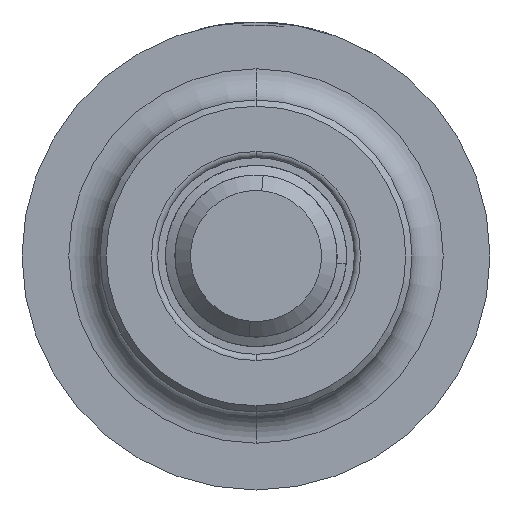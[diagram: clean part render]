
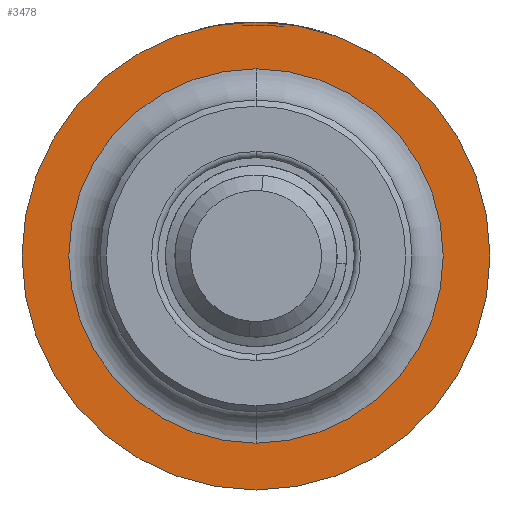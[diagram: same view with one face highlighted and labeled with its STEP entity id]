
A CAD part, front view. The second image highlights one B-rep face of the part: STEP entity #3478.
In plain terms, the highlighted planar face has unit normal (0, -1, 0).
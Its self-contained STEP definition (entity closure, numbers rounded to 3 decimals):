
#309 = DIRECTION ( 'NONE',  ( 0., -1., 0. ) ) ;
#311 = VERTEX_POINT ( 'NONE', #3134 ) ;
#783 = CIRCLE ( 'NONE', #2237, 7.5 ) ;
#1156 = DIRECTION ( 'NONE',  ( 0., 0., -1. ) ) ;
#1173 = AXIS2_PLACEMENT_3D ( 'NONE', #6320, #5300, #1156 ) ;
#1299 = DIRECTION ( 'NONE',  ( 0., 0., -1. ) ) ;
#1349 = AXIS2_PLACEMENT_3D ( 'NONE', #6360, #3188, #5293 ) ;
#1416 = EDGE_CURVE ( 'NONE', #6024, #4966, #2917, .T. ) ;
#1633 = CARTESIAN_POINT ( 'NONE',  ( 0., 12.42, -7.5 ) ) ;
#1700 = DIRECTION ( 'NONE',  ( 0., -1., 0. ) ) ;
#2097 = CARTESIAN_POINT ( 'NONE',  ( 0., 12.42, 7.5 ) ) ;
#2237 = AXIS2_PLACEMENT_3D ( 'NONE', #2378, #309, #2814 ) ;
#2378 = CARTESIAN_POINT ( 'NONE',  ( 0., 12.42, 0. ) ) ;
#2576 = ORIENTED_EDGE ( 'NONE', *, *, #3177, .F. ) ;
#2782 = ORIENTED_EDGE ( 'NONE', *, *, #1416, .T. ) ;
#2814 = DIRECTION ( 'NONE',  ( 0., 0., -1. ) ) ;
#2828 = CARTESIAN_POINT ( 'NONE',  ( 0., 12.42, 6. ) ) ;
#2917 = CIRCLE ( 'NONE', #1173, 7.5 ) ;
#2929 = DIRECTION ( 'NONE',  ( 0., -1., 0. ) ) ;
#3134 = CARTESIAN_POINT ( 'NONE',  ( 0., 12.42, -6. ) ) ;
#3177 = EDGE_CURVE ( 'NONE', #311, #4691, #4578, .T. ) ;
#3188 = DIRECTION ( 'NONE',  ( 0., -1., 0. ) ) ;
#3222 = DIRECTION ( 'NONE',  ( 0., 0., -1. ) ) ;
#3478 = ADVANCED_FACE ( 'NONE', ( #6256, #4905 ), #5838, .T. ) ;
#3992 = CARTESIAN_POINT ( 'NONE',  ( 0., 12.42, 0. ) ) ;
#4062 = CIRCLE ( 'NONE', #6308, 6. ) ;
#4089 = AXIS2_PLACEMENT_3D ( 'NONE', #3992, #2929, #1299 ) ;
#4212 = EDGE_CURVE ( 'NONE', #4966, #6024, #783, .T. ) ;
#4442 = ORIENTED_EDGE ( 'NONE', *, *, #5982, .F. ) ;
#4578 = CIRCLE ( 'NONE', #4089, 6. ) ;
#4691 = VERTEX_POINT ( 'NONE', #2828 ) ;
#4828 = CARTESIAN_POINT ( 'NONE',  ( 0., 12.42, 0. ) ) ;
#4905 = FACE_BOUND ( 'NONE', #5319, .T. ) ;
#4966 = VERTEX_POINT ( 'NONE', #2097 ) ;
#5293 = DIRECTION ( 'NONE',  ( 0., 0., -1. ) ) ;
#5300 = DIRECTION ( 'NONE',  ( 0., -1., 0. ) ) ;
#5319 = EDGE_LOOP ( 'NONE', ( #2576, #4442 ) ) ;
#5709 = ORIENTED_EDGE ( 'NONE', *, *, #4212, .T. ) ;
#5720 = EDGE_LOOP ( 'NONE', ( #2782, #5709 ) ) ;
#5838 = PLANE ( 'NONE',  #1349 ) ;
#5982 = EDGE_CURVE ( 'NONE', #4691, #311, #4062, .T. ) ;
#6024 = VERTEX_POINT ( 'NONE', #1633 ) ;
#6256 = FACE_OUTER_BOUND ( 'NONE', #5720, .T. ) ;
#6308 = AXIS2_PLACEMENT_3D ( 'NONE', #4828, #1700, #3222 ) ;
#6320 = CARTESIAN_POINT ( 'NONE',  ( 0., 12.42, 0. ) ) ;
#6360 = CARTESIAN_POINT ( 'NONE',  ( 6., 12.42, 0. ) ) ;
